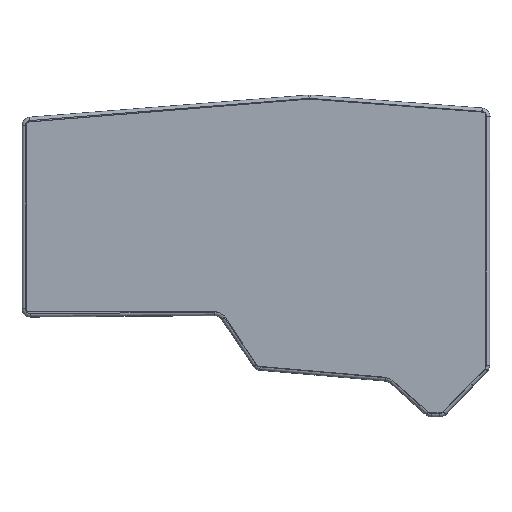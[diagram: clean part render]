
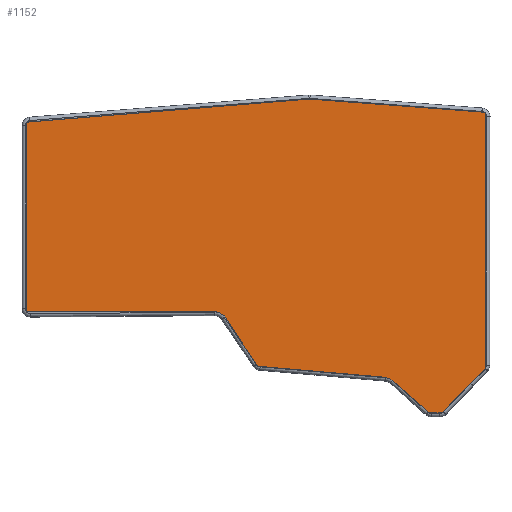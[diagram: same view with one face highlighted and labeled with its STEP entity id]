
A CAD part, top view. The second image highlights one B-rep face of the part: STEP entity #1152.
In plain terms, the highlighted planar face has unit normal (0, 0, 1).
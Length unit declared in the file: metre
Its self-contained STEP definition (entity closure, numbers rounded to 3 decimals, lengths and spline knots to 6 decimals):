
#71=PLANE('',#1304);
#135=FACE_OUTER_BOUND('',#208,.T.);
#208=EDGE_LOOP('',(#1029,#1030,#1031,#1032,#1033,#1034,#1035,#1036,#1037,
#1038,#1039,#1040));
#258=LINE('',#1944,#345);
#263=LINE('',#1952,#350);
#266=LINE('',#1958,#353);
#275=LINE('',#1982,#362);
#278=LINE('',#1987,#365);
#281=LINE('',#1995,#368);
#295=LINE('',#2032,#382);
#298=LINE('',#2037,#385);
#299=LINE('',#2039,#386);
#300=LINE('',#2041,#387);
#345=VECTOR('',#1560,1.);
#350=VECTOR('',#1567,1.);
#353=VECTOR('',#1572,1.);
#362=VECTOR('',#1597,1.);
#365=VECTOR('',#1602,1.);
#368=VECTOR('',#1611,1.);
#382=VECTOR('',#1651,1.);
#385=VECTOR('',#1656,1.);
#386=VECTOR('',#1659,1.);
#387=VECTOR('',#1662,1.);
#450=CIRCLE('',#1286,0.004);
#451=CIRCLE('',#1289,0.004);
#534=VERTEX_POINT('',#1941);
#535=VERTEX_POINT('',#1943);
#537=VERTEX_POINT('',#1950);
#539=VERTEX_POINT('',#1956);
#545=VERTEX_POINT('',#1979);
#546=VERTEX_POINT('',#1981);
#547=VERTEX_POINT('',#1985);
#548=VERTEX_POINT('',#1989);
#549=VERTEX_POINT('',#1993);
#558=VERTEX_POINT('',#2029);
#559=VERTEX_POINT('',#2031);
#560=VERTEX_POINT('',#2035);
#676=EDGE_CURVE('',#535,#534,#258,.T.);
#681=EDGE_CURVE('',#534,#537,#263,.T.);
#684=EDGE_CURVE('',#537,#539,#266,.T.);
#695=EDGE_CURVE('',#546,#545,#275,.T.);
#698=EDGE_CURVE('',#545,#547,#278,.T.);
#700=EDGE_CURVE('',#548,#547,#450,.F.);
#702=EDGE_CURVE('',#548,#549,#281,.T.);
#703=EDGE_CURVE('',#546,#539,#451,.F.);
#722=EDGE_CURVE('',#559,#558,#295,.T.);
#725=EDGE_CURVE('',#558,#560,#298,.T.);
#726=EDGE_CURVE('',#560,#535,#299,.T.);
#727=EDGE_CURVE('',#549,#559,#300,.T.);
#1029=ORIENTED_EDGE('',*,*,#722,.T.);
#1030=ORIENTED_EDGE('',*,*,#725,.T.);
#1031=ORIENTED_EDGE('',*,*,#726,.T.);
#1032=ORIENTED_EDGE('',*,*,#676,.T.);
#1033=ORIENTED_EDGE('',*,*,#681,.T.);
#1034=ORIENTED_EDGE('',*,*,#684,.T.);
#1035=ORIENTED_EDGE('',*,*,#703,.F.);
#1036=ORIENTED_EDGE('',*,*,#695,.T.);
#1037=ORIENTED_EDGE('',*,*,#698,.T.);
#1038=ORIENTED_EDGE('',*,*,#700,.F.);
#1039=ORIENTED_EDGE('',*,*,#702,.T.);
#1040=ORIENTED_EDGE('',*,*,#727,.T.);
#1152=ADVANCED_FACE('',(#135),#71,.T.);
#1286=AXIS2_PLACEMENT_3D('',#1991,#1606,#1607);
#1289=AXIS2_PLACEMENT_3D('',#1997,#1614,#1615);
#1304=AXIS2_PLACEMENT_3D('',#2042,#1663,#1664);
#1560=DIRECTION('',(-0.997,-0.081,0.));
#1567=DIRECTION('',(0.,-1.,0.));
#1572=DIRECTION('',(1.,0.,0.));
#1597=DIRECTION('',(0.549,-0.836,0.));
#1602=DIRECTION('',(0.996,-0.086,0.));
#1606=DIRECTION('center_axis',(0.,0.,-1.));
#1607=DIRECTION('ref_axis',(0.39,0.921,0.));
#1611=DIRECTION('',(0.755,-0.655,0.));
#1614=DIRECTION('center_axis',(0.,0.,-1.));
#1615=DIRECTION('ref_axis',(0.475,0.88,0.));
#1651=DIRECTION('',(0.699,0.715,0.));
#1656=DIRECTION('',(0.,1.,0.));
#1659=DIRECTION('',(-0.997,0.075,0.));
#1662=DIRECTION('',(1.,0.,0.));
#1663=DIRECTION('center_axis',(0.,0.,1.));
#1664=DIRECTION('ref_axis',(1.,0.,0.));
#1941=CARTESIAN_POINT('',(-0.069128,0.040306,-0.009398));
#1943=CARTESIAN_POINT('',(0.016226,0.047271,-0.009398));
#1944=CARTESIAN_POINT('',(-0.026451,0.043788,-0.009398));
#1950=CARTESIAN_POINT('',(-0.069128,-0.016745,-0.009398));
#1952=CARTESIAN_POINT('',(-0.069128,0.011781,-0.009398));
#1956=CARTESIAN_POINT('',(-0.012456,-0.016745,-0.009398));
#1958=CARTESIAN_POINT('',(-0.039713,-0.016745,-0.009398));
#1979=CARTESIAN_POINT('',(0.000519,-0.033193,-0.009398));
#1981=CARTESIAN_POINT('',(-0.009114,-0.018547,-0.009398));
#1982=CARTESIAN_POINT('',(-0.00489,-0.024969,-0.009398));
#1985=CARTESIAN_POINT('',(0.038788,-0.03649,-0.009398));
#1987=CARTESIAN_POINT('',(0.020301,-0.034897,-0.009398));
#1989=CARTESIAN_POINT('',(0.041066,-0.037454,-0.009398));
#1991=CARTESIAN_POINT('Origin',(0.038445,-0.040475,
-0.009398));
#1993=CARTESIAN_POINT('',(0.052383,-0.047271,-0.009398));
#1995=CARTESIAN_POINT('',(0.046233,-0.041936,-0.009398));
#1997=CARTESIAN_POINT('Origin',(-0.012456,-0.020745,
-0.009398));
#2029=CARTESIAN_POINT('',(0.069128,-0.033934,-0.009398));
#2031=CARTESIAN_POINT('',(0.056088,-0.047271,-0.009398));
#2032=CARTESIAN_POINT('',(0.062608,-0.040602,-0.009398));
#2035=CARTESIAN_POINT('',(0.069128,0.04327,-0.009398));
#2037=CARTESIAN_POINT('',(0.069128,0.004668,-0.009398));
#2039=CARTESIAN_POINT('',(0.042677,0.04527,-0.009398));
#2041=CARTESIAN_POINT('',(0.054235,-0.047271,-0.009398));
#2042=CARTESIAN_POINT('Origin',(0.,0.,-0.009398));
